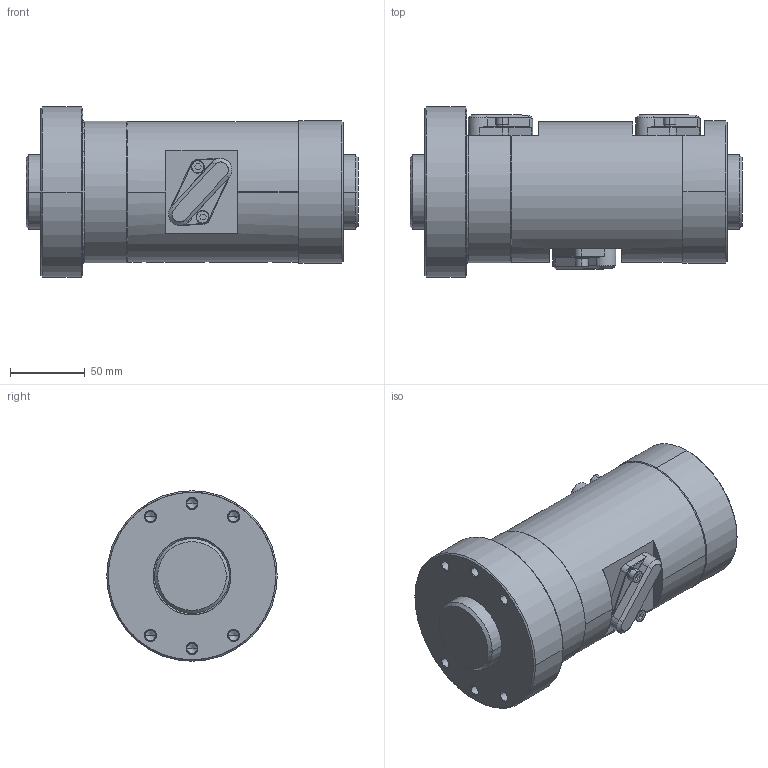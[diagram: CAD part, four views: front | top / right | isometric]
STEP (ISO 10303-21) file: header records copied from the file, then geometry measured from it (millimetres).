
FILE_DESCRIPTION((''),'2;1');
FILE_NAME('HSP5014FD_ASM','2023-10-26T15:25:39',('10033988'),(''),'CREO PARAMETRIC BY PTC INC, 2019080','CREO PARAMETRIC BY PTC INC, 2019080','');
FILE_SCHEMA(('CONFIG_CONTROL_DESIGN'));
Length unit declared in the file: millimetre
Products named in the file (7): NUT_HSP5014FD_24; LOCKER_HSP5014FD_1; __5_0001_2_1; M516_0001_2_1; 00_HSP5014FD_ASM_5_ASM; 5014_222; HSP5014FD_ASM
Assembly tree (18 placements, depth 3):
  HSP5014FD_ASM
    00_HSP5014FD_ASM_5_ASM
      NUT_HSP5014FD_24
      LOCKER_HSP5014FD_1  x3
      __5_0001_2_1  x6
      M516_0001_2_1  x6
    5014_222
Bounding box: 222 x 114 x 114 mm (x, y, z)
Volume: 435284.4 mm3; surface area: 172417 mm2
Topology: 1 solids, 438 shells, 445 faces, 1986 edges, 1956 vertices
Faces by surface type: plane 155, cylinder 147, cone 106, torus 31, bspline 6
Entity records: 12162 total; most frequent: CARTESIAN_POINT 4345, DIRECTION 1612, ORIENTED_EDGE 964, EDGE_CURVE 950, VERTEX_POINT 944, AXIS2_PLACEMENT_3D 576, VECTOR 460, LINE 460
